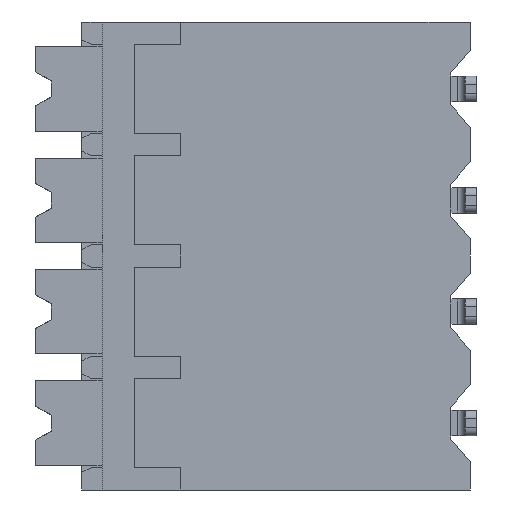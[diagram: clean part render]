
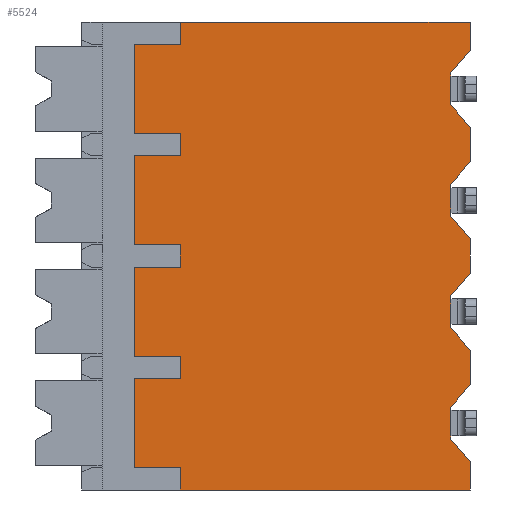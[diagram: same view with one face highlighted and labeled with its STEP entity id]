
A CAD part, left-side view. The second image highlights one B-rep face of the part: STEP entity #5524.
In plain terms, the highlighted planar face has unit normal (-1, 0, 0).
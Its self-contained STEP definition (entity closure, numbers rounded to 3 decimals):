
#50=DIRECTION('',(0.,-1.,0.));
#51=VECTOR('',#50,9.1);
#52=CARTESIAN_POINT('',(0.,9.1,-12.6));
#53=LINE('',#52,#51);
#354=DIRECTION('',(0.,0.643,0.766));
#355=VECTOR('',#354,0.933);
#356=CARTESIAN_POINT('',(0.,0.,-11.715));
#357=LINE('',#356,#355);
#358=DIRECTION('',(0.,0.,1.));
#359=VECTOR('',#358,0.7);
#360=CARTESIAN_POINT('',(0.,9.1,-12.6));
#361=LINE('',#360,#359);
#362=DIRECTION('',(0.,-1.,0.));
#363=VECTOR('',#362,1.45);
#364=CARTESIAN_POINT('',(0.,10.55,-11.9));
#365=LINE('',#364,#363);
#366=DIRECTION('',(0.,0.,-1.));
#367=VECTOR('',#366,2.8);
#368=CARTESIAN_POINT('',(0.,10.55,-9.1));
#369=LINE('',#368,#367);
#370=DIRECTION('',(0.,1.,0.));
#371=VECTOR('',#370,1.45);
#372=CARTESIAN_POINT('',(0.,9.1,-9.1));
#373=LINE('',#372,#371);
#374=DIRECTION('',(0.,0.,1.));
#375=VECTOR('',#374,0.7);
#376=CARTESIAN_POINT('',(0.,9.1,-9.1));
#377=LINE('',#376,#375);
#378=DIRECTION('',(0.,-1.,0.));
#379=VECTOR('',#378,1.45);
#380=CARTESIAN_POINT('',(0.,10.55,-8.4));
#381=LINE('',#380,#379);
#382=DIRECTION('',(0.,0.,-1.));
#383=VECTOR('',#382,2.8);
#384=CARTESIAN_POINT('',(0.,10.55,-5.6));
#385=LINE('',#384,#383);
#386=DIRECTION('',(0.,1.,0.));
#387=VECTOR('',#386,1.45);
#388=CARTESIAN_POINT('',(0.,9.1,-5.6));
#389=LINE('',#388,#387);
#390=DIRECTION('',(0.,0.,1.));
#391=VECTOR('',#390,0.7);
#392=CARTESIAN_POINT('',(0.,9.1,-5.6));
#393=LINE('',#392,#391);
#394=DIRECTION('',(0.,-1.,0.));
#395=VECTOR('',#394,1.45);
#396=CARTESIAN_POINT('',(0.,10.55,-4.9));
#397=LINE('',#396,#395);
#398=DIRECTION('',(0.,0.,-1.));
#399=VECTOR('',#398,2.8);
#400=CARTESIAN_POINT('',(0.,10.55,-2.1));
#401=LINE('',#400,#399);
#402=DIRECTION('',(0.,1.,0.));
#403=VECTOR('',#402,1.45);
#404=CARTESIAN_POINT('',(0.,9.1,-2.1));
#405=LINE('',#404,#403);
#406=DIRECTION('',(0.,0.,1.));
#407=VECTOR('',#406,0.7);
#408=CARTESIAN_POINT('',(0.,9.1,-2.1));
#409=LINE('',#408,#407);
#410=DIRECTION('',(0.,-1.,0.));
#411=VECTOR('',#410,1.45);
#412=CARTESIAN_POINT('',(0.,10.55,-1.4));
#413=LINE('',#412,#411);
#414=DIRECTION('',(0.,0.,-1.));
#415=VECTOR('',#414,2.8);
#416=CARTESIAN_POINT('',(0.,10.55,1.4));
#417=LINE('',#416,#415);
#418=DIRECTION('',(0.,1.,0.));
#419=VECTOR('',#418,1.45);
#420=CARTESIAN_POINT('',(0.,9.1,1.4));
#421=LINE('',#420,#419);
#422=DIRECTION('',(0.,0.,1.));
#423=VECTOR('',#422,0.7);
#424=CARTESIAN_POINT('',(0.,9.1,1.4));
#425=LINE('',#424,#423);
#426=DIRECTION('',(0.,-0.643,0.766));
#427=VECTOR('',#426,0.933);
#428=CARTESIAN_POINT('',(0.,0.6,0.5));
#429=LINE('',#428,#427);
#430=DIRECTION('',(0.,0.,1.));
#431=VECTOR('',#430,1.);
#432=CARTESIAN_POINT('',(0.,0.6,-0.5));
#433=LINE('',#432,#431);
#434=DIRECTION('',(0.,0.643,0.766));
#435=VECTOR('',#434,0.933);
#436=CARTESIAN_POINT('',(0.,0.,-1.215));
#437=LINE('',#436,#435);
#438=DIRECTION('',(0.,-0.643,0.766));
#439=VECTOR('',#438,0.933);
#440=CARTESIAN_POINT('',(0.,0.6,-3.));
#441=LINE('',#440,#439);
#442=DIRECTION('',(0.,0.,1.));
#443=VECTOR('',#442,1.);
#444=CARTESIAN_POINT('',(0.,0.6,-4.));
#445=LINE('',#444,#443);
#446=DIRECTION('',(0.,0.643,0.766));
#447=VECTOR('',#446,0.933);
#448=CARTESIAN_POINT('',(0.,0.,-4.715));
#449=LINE('',#448,#447);
#450=DIRECTION('',(0.,-0.643,0.766));
#451=VECTOR('',#450,0.933);
#452=CARTESIAN_POINT('',(0.,0.6,-6.5));
#453=LINE('',#452,#451);
#454=DIRECTION('',(0.,0.,1.));
#455=VECTOR('',#454,1.);
#456=CARTESIAN_POINT('',(0.,0.6,-7.5));
#457=LINE('',#456,#455);
#458=DIRECTION('',(0.,0.643,0.766));
#459=VECTOR('',#458,0.933);
#460=CARTESIAN_POINT('',(0.,0.,-8.215));
#461=LINE('',#460,#459);
#462=DIRECTION('',(0.,-0.643,0.766));
#463=VECTOR('',#462,0.933);
#464=CARTESIAN_POINT('',(0.,0.6,-10.));
#465=LINE('',#464,#463);
#466=DIRECTION('',(0.,0.,1.));
#467=VECTOR('',#466,1.);
#468=CARTESIAN_POINT('',(0.,0.6,-11.));
#469=LINE('',#468,#467);
#474=DIRECTION('',(0.,0.,1.));
#475=VECTOR('',#474,0.885);
#476=CARTESIAN_POINT('',(0.,0.,1.215));
#477=LINE('',#476,#475);
#486=DIRECTION('',(0.,0.,1.));
#487=VECTOR('',#486,1.07);
#488=CARTESIAN_POINT('',(0.,0.,-2.285));
#489=LINE('',#488,#487);
#506=DIRECTION('',(0.,0.,1.));
#507=VECTOR('',#506,1.07);
#508=CARTESIAN_POINT('',(0.,0.,-5.785));
#509=LINE('',#508,#507);
#530=DIRECTION('',(0.,0.,1.));
#531=VECTOR('',#530,0.885);
#532=CARTESIAN_POINT('',(0.,0.,-12.6));
#533=LINE('',#532,#531);
#538=DIRECTION('',(0.,0.,1.));
#539=VECTOR('',#538,1.07);
#540=CARTESIAN_POINT('',(0.,0.,-9.285));
#541=LINE('',#540,#539);
#838=DIRECTION('',(0.,-1.,0.));
#839=VECTOR('',#838,9.1);
#840=CARTESIAN_POINT('',(0.,9.1,2.1));
#841=LINE('',#840,#839);
#3921=CARTESIAN_POINT('',(0.,9.1,-12.6));
#3922=VERTEX_POINT('',#3921);
#3923=CARTESIAN_POINT('',(0.,0.,-12.6));
#3924=VERTEX_POINT('',#3923);
#3949=CARTESIAN_POINT('',(0.,9.1,2.1));
#3950=VERTEX_POINT('',#3949);
#3951=CARTESIAN_POINT('',(0.,0.,2.1));
#3952=VERTEX_POINT('',#3951);
#4503=CARTESIAN_POINT('',(0.,10.55,1.4));
#4504=CARTESIAN_POINT('',(0.,10.55,-1.4));
#4505=VERTEX_POINT('',#4503);
#4506=VERTEX_POINT('',#4504);
#4515=CARTESIAN_POINT('',(0.,9.1,-1.4));
#4516=VERTEX_POINT('',#4515);
#4517=CARTESIAN_POINT('',(0.,9.1,1.4));
#4518=VERTEX_POINT('',#4517);
#4519=CARTESIAN_POINT('',(0.,10.55,-2.1));
#4520=CARTESIAN_POINT('',(0.,10.55,-4.9));
#4521=VERTEX_POINT('',#4519);
#4522=VERTEX_POINT('',#4520);
#4531=CARTESIAN_POINT('',(0.,9.1,-4.9));
#4532=VERTEX_POINT('',#4531);
#4533=CARTESIAN_POINT('',(0.,9.1,-2.1));
#4534=VERTEX_POINT('',#4533);
#4535=CARTESIAN_POINT('',(0.,10.55,-5.6));
#4536=CARTESIAN_POINT('',(0.,10.55,-8.4));
#4537=VERTEX_POINT('',#4535);
#4538=VERTEX_POINT('',#4536);
#4547=CARTESIAN_POINT('',(0.,9.1,-8.4));
#4548=VERTEX_POINT('',#4547);
#4549=CARTESIAN_POINT('',(0.,9.1,-5.6));
#4550=VERTEX_POINT('',#4549);
#4551=CARTESIAN_POINT('',(0.,10.55,-9.1));
#4552=CARTESIAN_POINT('',(0.,10.55,-11.9));
#4553=VERTEX_POINT('',#4551);
#4554=VERTEX_POINT('',#4552);
#4563=CARTESIAN_POINT('',(0.,9.1,-11.9));
#4564=VERTEX_POINT('',#4563);
#4565=CARTESIAN_POINT('',(0.,9.1,-9.1));
#4566=VERTEX_POINT('',#4565);
#4727=CARTESIAN_POINT('',(0.,0.,-1.215));
#4728=CARTESIAN_POINT('',(0.,0.6,-0.5));
#4729=VERTEX_POINT('',#4727);
#4730=VERTEX_POINT('',#4728);
#4731=CARTESIAN_POINT('',(0.,0.6,0.5));
#4732=VERTEX_POINT('',#4731);
#4733=CARTESIAN_POINT('',(0.,0.,1.215));
#4734=VERTEX_POINT('',#4733);
#4743=CARTESIAN_POINT('',(0.,0.,-4.715));
#4744=CARTESIAN_POINT('',(0.,0.6,-4.));
#4745=VERTEX_POINT('',#4743);
#4746=VERTEX_POINT('',#4744);
#4747=CARTESIAN_POINT('',(0.,0.6,-3.));
#4748=VERTEX_POINT('',#4747);
#4749=CARTESIAN_POINT('',(0.,0.,-2.285));
#4750=VERTEX_POINT('',#4749);
#4759=CARTESIAN_POINT('',(0.,0.,-8.215));
#4760=CARTESIAN_POINT('',(0.,0.6,-7.5));
#4761=VERTEX_POINT('',#4759);
#4762=VERTEX_POINT('',#4760);
#4763=CARTESIAN_POINT('',(0.,0.6,-6.5));
#4764=VERTEX_POINT('',#4763);
#4765=CARTESIAN_POINT('',(0.,0.,-5.785));
#4766=VERTEX_POINT('',#4765);
#4775=CARTESIAN_POINT('',(0.,0.,-11.715));
#4776=CARTESIAN_POINT('',(0.,0.6,-11.));
#4777=VERTEX_POINT('',#4775);
#4778=VERTEX_POINT('',#4776);
#4779=CARTESIAN_POINT('',(0.,0.6,-10.));
#4780=VERTEX_POINT('',#4779);
#4781=CARTESIAN_POINT('',(0.,0.,-9.285));
#4782=VERTEX_POINT('',#4781);
#5447=CARTESIAN_POINT('',(0.,9.1,-12.6));
#5448=DIRECTION('',(-1.,0.,0.));
#5449=DIRECTION('',(0.,-1.,0.));
#5450=AXIS2_PLACEMENT_3D('',#5447,#5448,#5449);
#5451=PLANE('',#5450);
#5452=ORIENTED_EDGE('',*,*,#5437,.F.);
#5454=ORIENTED_EDGE('',*,*,#5453,.F.);
#5455=ORIENTED_EDGE('',*,*,#5134,.F.);
#5457=ORIENTED_EDGE('',*,*,#5456,.T.);
#5459=ORIENTED_EDGE('',*,*,#5458,.F.);
#5461=ORIENTED_EDGE('',*,*,#5460,.F.);
#5463=ORIENTED_EDGE('',*,*,#5462,.F.);
#5465=ORIENTED_EDGE('',*,*,#5464,.T.);
#5467=ORIENTED_EDGE('',*,*,#5466,.F.);
#5469=ORIENTED_EDGE('',*,*,#5468,.F.);
#5471=ORIENTED_EDGE('',*,*,#5470,.F.);
#5473=ORIENTED_EDGE('',*,*,#5472,.T.);
#5475=ORIENTED_EDGE('',*,*,#5474,.F.);
#5477=ORIENTED_EDGE('',*,*,#5476,.F.);
#5479=ORIENTED_EDGE('',*,*,#5478,.F.);
#5481=ORIENTED_EDGE('',*,*,#5480,.T.);
#5483=ORIENTED_EDGE('',*,*,#5482,.F.);
#5485=ORIENTED_EDGE('',*,*,#5484,.F.);
#5487=ORIENTED_EDGE('',*,*,#5486,.F.);
#5489=ORIENTED_EDGE('',*,*,#5488,.T.);
#5491=ORIENTED_EDGE('',*,*,#5490,.T.);
#5493=ORIENTED_EDGE('',*,*,#5492,.F.);
#5495=ORIENTED_EDGE('',*,*,#5494,.F.);
#5497=ORIENTED_EDGE('',*,*,#5496,.F.);
#5499=ORIENTED_EDGE('',*,*,#5498,.F.);
#5501=ORIENTED_EDGE('',*,*,#5500,.F.);
#5503=ORIENTED_EDGE('',*,*,#5502,.F.);
#5505=ORIENTED_EDGE('',*,*,#5504,.F.);
#5507=ORIENTED_EDGE('',*,*,#5506,.F.);
#5509=ORIENTED_EDGE('',*,*,#5508,.F.);
#5511=ORIENTED_EDGE('',*,*,#5510,.F.);
#5513=ORIENTED_EDGE('',*,*,#5512,.F.);
#5515=ORIENTED_EDGE('',*,*,#5514,.F.);
#5517=ORIENTED_EDGE('',*,*,#5516,.F.);
#5519=ORIENTED_EDGE('',*,*,#5518,.F.);
#5521=ORIENTED_EDGE('',*,*,#5520,.F.);
#5522=EDGE_LOOP('',(#5452,#5454,#5455,#5457,#5459,#5461,#5463,#5465,#5467,#5469,
#5471,#5473,#5475,#5477,#5479,#5481,#5483,#5485,#5487,#5489,#5491,#5493,#5495,
#5497,#5499,#5501,#5503,#5505,#5507,#5509,#5511,#5513,#5515,#5517,#5519,#5521));
#5523=FACE_OUTER_BOUND('',#5522,.F.);
#5134=EDGE_CURVE('',#3922,#3924,#53,.T.);
#5437=EDGE_CURVE('',#4777,#4778,#357,.T.);
#5453=EDGE_CURVE('',#3924,#4777,#533,.T.);
#5456=EDGE_CURVE('',#3922,#4564,#361,.T.);
#5458=EDGE_CURVE('',#4554,#4564,#365,.T.);
#5460=EDGE_CURVE('',#4553,#4554,#369,.T.);
#5462=EDGE_CURVE('',#4566,#4553,#373,.T.);
#5464=EDGE_CURVE('',#4566,#4548,#377,.T.);
#5466=EDGE_CURVE('',#4538,#4548,#381,.T.);
#5468=EDGE_CURVE('',#4537,#4538,#385,.T.);
#5470=EDGE_CURVE('',#4550,#4537,#389,.T.);
#5472=EDGE_CURVE('',#4550,#4532,#393,.T.);
#5474=EDGE_CURVE('',#4522,#4532,#397,.T.);
#5476=EDGE_CURVE('',#4521,#4522,#401,.T.);
#5478=EDGE_CURVE('',#4534,#4521,#405,.T.);
#5480=EDGE_CURVE('',#4534,#4516,#409,.T.);
#5482=EDGE_CURVE('',#4506,#4516,#413,.T.);
#5484=EDGE_CURVE('',#4505,#4506,#417,.T.);
#5486=EDGE_CURVE('',#4518,#4505,#421,.T.);
#5488=EDGE_CURVE('',#4518,#3950,#425,.T.);
#5490=EDGE_CURVE('',#3950,#3952,#841,.T.);
#5492=EDGE_CURVE('',#4734,#3952,#477,.T.);
#5494=EDGE_CURVE('',#4732,#4734,#429,.T.);
#5496=EDGE_CURVE('',#4730,#4732,#433,.T.);
#5498=EDGE_CURVE('',#4729,#4730,#437,.T.);
#5500=EDGE_CURVE('',#4750,#4729,#489,.T.);
#5502=EDGE_CURVE('',#4748,#4750,#441,.T.);
#5504=EDGE_CURVE('',#4746,#4748,#445,.T.);
#5506=EDGE_CURVE('',#4745,#4746,#449,.T.);
#5508=EDGE_CURVE('',#4766,#4745,#509,.T.);
#5510=EDGE_CURVE('',#4764,#4766,#453,.T.);
#5512=EDGE_CURVE('',#4762,#4764,#457,.T.);
#5514=EDGE_CURVE('',#4761,#4762,#461,.T.);
#5516=EDGE_CURVE('',#4782,#4761,#541,.T.);
#5518=EDGE_CURVE('',#4780,#4782,#465,.T.);
#5520=EDGE_CURVE('',#4778,#4780,#469,.T.);
#5524=ADVANCED_FACE('',(#5523),#5451,.T.);
